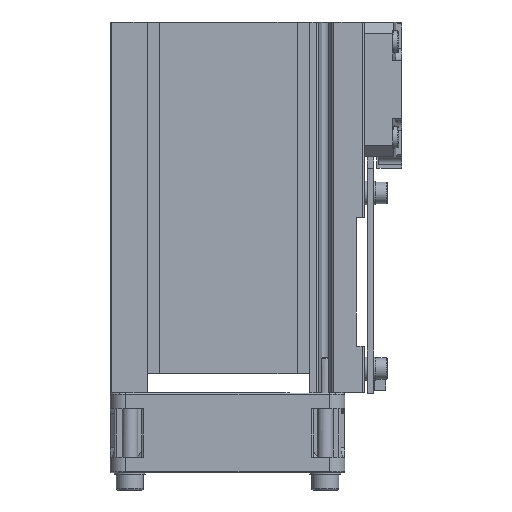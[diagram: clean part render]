
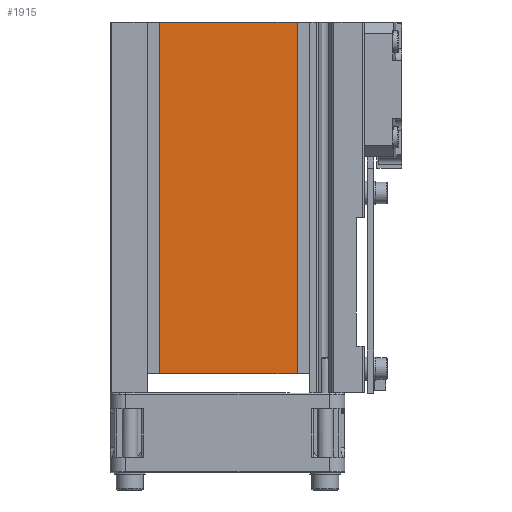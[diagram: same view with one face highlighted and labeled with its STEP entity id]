
A CAD part, left-side view. The second image highlights one B-rep face of the part: STEP entity #1915.
In plain terms, the highlighted planar face has unit normal (-1, 0, 0).
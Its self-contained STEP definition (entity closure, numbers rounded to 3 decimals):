
#1037=PLANE('',#27786);
#1915=ADVANCED_FACE('',(#3728),#1037,.T.);
#3728=FACE_OUTER_BOUND('',#5023,.T.);
#5023=EDGE_LOOP('',(#12895,#12896,#12897,#12898));
#7785=LINE('',#38232,#10139);
#7945=LINE('',#38650,#10299);
#7946=LINE('',#38653,#10300);
#7947=LINE('',#38654,#10301);
#10139=VECTOR('',#30265,1.);
#10299=VECTOR('',#30599,1.);
#10300=VECTOR('',#30600,1.);
#10301=VECTOR('',#30601,1.);
#12895=ORIENTED_EDGE('',*,*,#23399,.T.);
#12896=ORIENTED_EDGE('',*,*,#23400,.F.);
#12897=ORIENTED_EDGE('',*,*,#23179,.T.);
#12898=ORIENTED_EDGE('',*,*,#23401,.F.);
#20516=VERTEX_POINT('',#38230);
#20518=VERTEX_POINT('',#38233);
#20689=VERTEX_POINT('',#38651);
#20690=VERTEX_POINT('',#38652);
#23179=EDGE_CURVE('',#20518,#20516,#7785,.T.);
#23399=EDGE_CURVE('',#20689,#20690,#7945,.T.);
#23400=EDGE_CURVE('',#20518,#20690,#7946,.T.);
#23401=EDGE_CURVE('',#20689,#20516,#7947,.T.);
#27786=AXIS2_PLACEMENT_3D('',#38655,#30602,#30603);
#30265=DIRECTION('',(0.,-1.,0.));
#30599=DIRECTION('',(0.,1.,0.));
#30600=DIRECTION('',(0.,0.,1.));
#30601=DIRECTION('',(0.,0.,-1.));
#30602=DIRECTION('',(-1.,0.,0.));
#30603=DIRECTION('',(0.,-1.,0.));
#38230=CARTESIAN_POINT('',(-30.,17.2,-74.735));
#38232=CARTESIAN_POINT('',(-30.,0.,-74.735));
#38233=CARTESIAN_POINT('',(-30.,52.4,-74.735));
#38650=CARTESIAN_POINT('',(-30.,0.,15.265));
#38651=CARTESIAN_POINT('',(-30.,17.2,15.265));
#38652=CARTESIAN_POINT('',(-30.,52.4,15.265));
#38653=CARTESIAN_POINT('',(-30.,52.4,15.265));
#38654=CARTESIAN_POINT('',(-30.,17.2,15.265));
#38655=CARTESIAN_POINT('',(-30.,0.,15.265));
